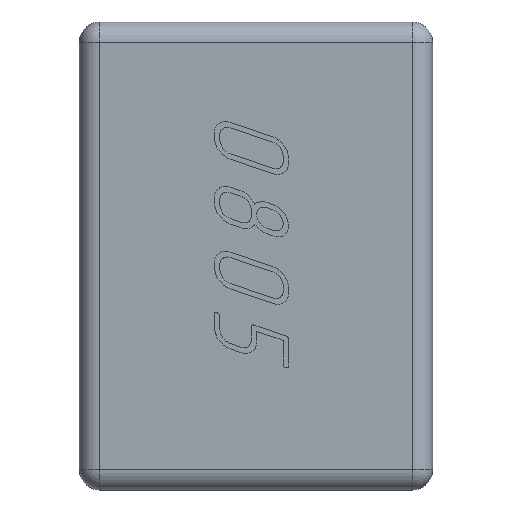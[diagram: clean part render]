
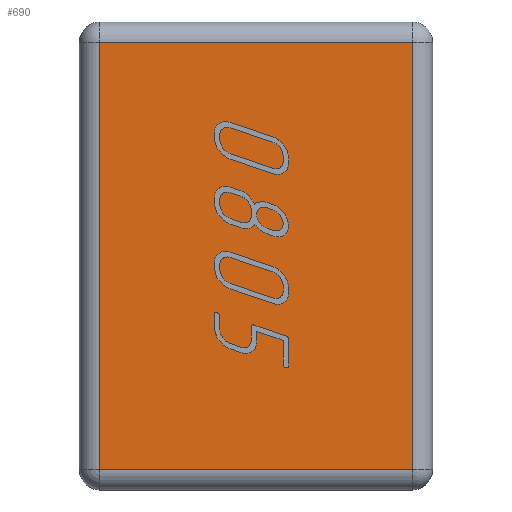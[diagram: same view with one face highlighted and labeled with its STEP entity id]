
A CAD part, top view. The second image highlights one B-rep face of the part: STEP entity #690.
In plain terms, the highlighted planar face has unit normal (0, 0, 1).
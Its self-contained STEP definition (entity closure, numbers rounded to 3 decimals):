
#690=ADVANCED_FACE('',(#2675),#2677,.T.);
#2675=FACE_BOUND('',#2676,.T.);
#2676=EDGE_LOOP('',(#4047,#4048,#4049,#4050));
#2677=PLANE('',#2678);
#2678=AXIS2_PLACEMENT_3D('',#2679,#2680,#2681);
#2679=CARTESIAN_POINT('',(0.,0.,0.62));
#2680=DIRECTION('',(0.,0.,1.));
#2681=DIRECTION('',(0.,1.,0.));
#4047=ORIENTED_EDGE('',*,*,#5309,.T.);
#4048=ORIENTED_EDGE('',*,*,#5310,.T.);
#4049=ORIENTED_EDGE('',*,*,#5311,.T.);
#4050=ORIENTED_EDGE('',*,*,#5312,.T.);
#5309=EDGE_CURVE('',#6030,#6031,#6032,.T.);
#5310=EDGE_CURVE('',#6031,#6033,#6034,.T.);
#5311=EDGE_CURVE('',#6033,#6035,#6036,.T.);
#5312=EDGE_CURVE('',#6035,#6030,#6037,.T.);
#6030=VERTEX_POINT('',#7437);
#6031=VERTEX_POINT('',#7438);
#6032=LINE('',#7439,#7440);
#6033=VERTEX_POINT('',#7442);
#6034=LINE('',#7443,#7444);
#6035=VERTEX_POINT('',#7446);
#6036=LINE('',#7447,#7448);
#6037=LINE('',#7450,#7451);
#7437=CARTESIAN_POINT('',(0.765,1.045,0.62));
#7438=CARTESIAN_POINT('',(-0.765,1.045,0.62));
#7439=CARTESIAN_POINT('',(0.765,1.045,0.62));
#7440=VECTOR('',#7441,1.);
#7441=DIRECTION('',(-1.,0.,0.));
#7442=CARTESIAN_POINT('',(-0.765,-1.045,0.62));
#7443=CARTESIAN_POINT('',(-0.765,1.045,0.62));
#7444=VECTOR('',#7445,1.);
#7445=DIRECTION('',(0.,-1.,0.));
#7446=CARTESIAN_POINT('',(0.765,-1.045,0.62));
#7447=CARTESIAN_POINT('',(-0.765,-1.045,0.62));
#7448=VECTOR('',#7449,1.);
#7449=DIRECTION('',(1.,0.,0.));
#7450=CARTESIAN_POINT('',(0.765,-1.045,0.62));
#7451=VECTOR('',#7452,1.);
#7452=DIRECTION('',(0.,1.,0.));
